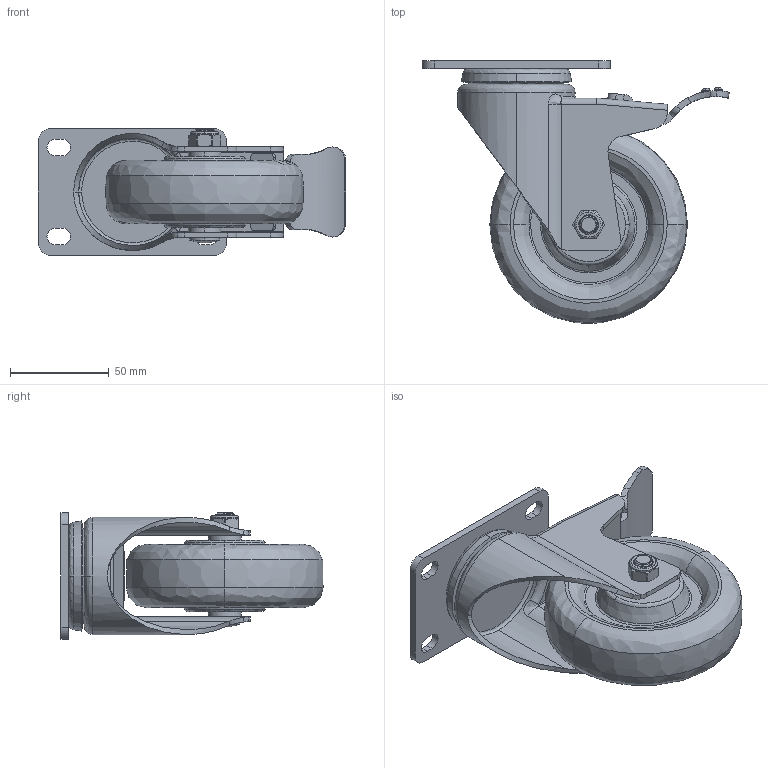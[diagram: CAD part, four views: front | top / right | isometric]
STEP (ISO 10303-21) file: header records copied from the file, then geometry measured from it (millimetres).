
FILE_DESCRIPTION (( 'STEP AP203' ), '1' );
FILE_NAME ('WH-5024H-76 4in SWIVEL BRAKE PLATE H=133 45x75mm pitch.STEP', '2022-09-22T06:56:35', ( '' ), ( '' ), 'SwSTEP 2.0', 'SolidWorks 2018', '' );
FILE_SCHEMA (( 'CONFIG_CONTROL_DESIGN' ));
Length unit declared in the file: millimetre
Products named in the file (20): 540-14; 570-34; 570-33; WH-5024H-76 4in SWIVEL  BRAKE PLATE H=133 45x75mm pitch; 540-14_5; 540-14_2; 50124; 540-14_3; 540-14_4; 504-986
Assembly tree (10 placements, depth 3):
  570-34
  570-33
  WH-5024H-76 4in SWIVEL  BRAKE PLATE H=133 45x75mm pitch
    50124
    540-14
      540-14_2
      540-14_4
      540-14_3
      540-14_5
      540-14
    504-986
    570-33
    570-34
  540-14_2
  50124
Bounding box: 155.2 x 132.5 x 64 mm (x, y, z)
Volume: 299346.2 mm3; surface area: 79421.2 mm2
Topology: 9 solids, 9 shells, 326 faces, 841 edges, 544 vertices
Faces by surface type: cylinder 121, plane 89, bspline 82, cone 32, torus 2
Entity records: 20242 total; most frequent: CARTESIAN_POINT 11083, ORIENTED_EDGE 1682, DIRECTION 1331, EDGE_CURVE 841, VERTEX_POINT 544, AXIS2_PLACEMENT_3D 512, EDGE_LOOP 353, FACE_OUTER_BOUND 326
